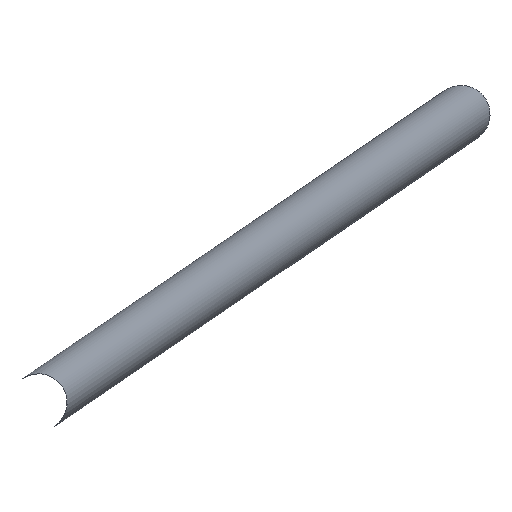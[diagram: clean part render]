
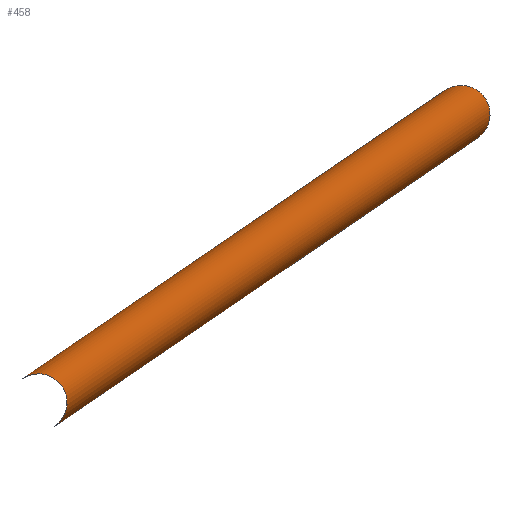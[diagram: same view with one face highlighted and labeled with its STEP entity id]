
A CAD part, front view. The second image highlights one B-rep face of the part: STEP entity #458.
In plain terms, the highlighted cylindrical face has radius 15 mm (diameter 30 mm), a partial arc.
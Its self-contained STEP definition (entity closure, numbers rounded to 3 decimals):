
#70=CARTESIAN_POINT('Vertex',(-2548.45,-209.978,1142.393)) ;
#72=CARTESIAN_POINT('Vertex',(-2531.55,-209.978,1117.607)) ;
#76=CARTESIAN_POINT('Control Point',(-2531.55,-209.978,1117.607)) ;
#77=CARTESIAN_POINT('Control Point',(-2530.519,-211.226,1118.309)) ;
#78=CARTESIAN_POINT('Control Point',(-2529.562,-212.473,1119.119)) ;
#79=CARTESIAN_POINT('Control Point',(-2528.685,-213.711,1120.031)) ;
#80=CARTESIAN_POINT('Control Point',(-2527.205,-216.006,1121.934)) ;
#81=CARTESIAN_POINT('Control Point',(-2526.098,-218.189,1124.185)) ;
#82=CARTESIAN_POINT('Control Point',(-2525.671,-219.178,1125.315)) ;
#83=CARTESIAN_POINT('Control Point',(-2525.144,-220.737,1127.31)) ;
#84=CARTESIAN_POINT('Control Point',(-2524.971,-222.107,1129.488)) ;
#85=CARTESIAN_POINT('Control Point',(-2524.964,-222.614,1130.378)) ;
#86=CARTESIAN_POINT('Control Point',(-2525.079,-223.467,1132.061)) ;
#87=CARTESIAN_POINT('Control Point',(-2525.452,-224.132,1133.788)) ;
#88=CARTESIAN_POINT('Control Point',(-2525.681,-224.391,1134.584)) ;
#89=CARTESIAN_POINT('Control Point',(-2526.265,-224.808,1136.18)) ;
#90=CARTESIAN_POINT('Control Point',(-2527.09,-224.99,1137.713)) ;
#91=CARTESIAN_POINT('Control Point',(-2527.566,-225.017,1138.46)) ;
#92=CARTESIAN_POINT('Control Point',(-2528.449,-224.953,1139.64)) ;
#93=CARTESIAN_POINT('Control Point',(-2529.453,-224.714,1140.689)) ;
#94=CARTESIAN_POINT('Control Point',(-2529.871,-224.592,1141.086)) ;
#95=CARTESIAN_POINT('Control Point',(-2531.01,-224.204,1142.067)) ;
#96=CARTESIAN_POINT('Control Point',(-2532.223,-223.656,1142.873)) ;
#97=CARTESIAN_POINT('Control Point',(-2532.993,-223.263,1143.305)) ;
#98=CARTESIAN_POINT('Control Point',(-2535.035,-222.117,1144.266)) ;
#99=CARTESIAN_POINT('Control Point',(-2537.091,-220.719,1144.8)) ;
#100=CARTESIAN_POINT('Control Point',(-2538.347,-219.786,1144.985)) ;
#101=CARTESIAN_POINT('Control Point',(-2540.694,-217.907,1145.092)) ;
#102=CARTESIAN_POINT('Control Point',(-2542.909,-215.897,1144.773)) ;
#103=CARTESIAN_POINT('Control Point',(-2543.933,-214.915,1144.531)) ;
#104=CARTESIAN_POINT('Control Point',(-2545.49,-213.34,1144.02)) ;
#105=CARTESIAN_POINT('Control Point',(-2546.942,-211.744,1143.316)) ;
#106=CARTESIAN_POINT('Control Point',(-2547.461,-211.156,1143.033)) ;
#107=CARTESIAN_POINT('Control Point',(-2547.963,-210.567,1142.725)) ;
#108=CARTESIAN_POINT('Control Point',(-2548.45,-209.978,1142.393)) ;
#328=CARTESIAN_POINT('Line Origine',(410455.221,-209.978,282735.806)) ;
#332=CARTESIAN_POINT('Vertex',(-2768.45,-209.978,992.393)) ;
#335=CARTESIAN_POINT('Line Origine',(410472.121,-209.978,282711.019)) ;
#339=CARTESIAN_POINT('Vertex',(-2751.55,-209.978,967.607)) ;
#398=CARTESIAN_POINT('Axis2P3D Location',(410573.671,-209.978,282798.412)) ;
#404=CARTESIAN_POINT('Control Point',(-2768.45,-209.978,992.393)) ;
#405=CARTESIAN_POINT('Control Point',(-2768.305,-210.153,992.492)) ;
#406=CARTESIAN_POINT('Control Point',(-2768.16,-210.328,992.588)) ;
#407=CARTESIAN_POINT('Control Point',(-2768.032,-210.479,992.669)) ;
#408=CARTESIAN_POINT('Control Point',(-2767.795,-210.758,992.817)) ;
#409=CARTESIAN_POINT('Control Point',(-2767.555,-211.036,992.959)) ;
#410=CARTESIAN_POINT('Control Point',(-2767.425,-211.187,993.035)) ;
#411=CARTESIAN_POINT('Control Point',(-2766.003,-212.808,993.829)) ;
#412=CARTESIAN_POINT('Control Point',(-2764.474,-214.41,994.429)) ;
#413=CARTESIAN_POINT('Control Point',(-2763.035,-215.81,994.803)) ;
#414=CARTESIAN_POINT('Control Point',(-2761.536,-217.159,995.)) ;
#415=CARTESIAN_POINT('Control Point',(-2760.,-218.428,995.)) ;
#416=CARTESIAN_POINT('Vertex',(-2760.,-218.428,995.)) ;
#420=CARTESIAN_POINT('Control Point',(-2751.55,-209.978,967.607)) ;
#421=CARTESIAN_POINT('Control Point',(-2751.439,-210.113,967.682)) ;
#422=CARTESIAN_POINT('Control Point',(-2751.328,-210.248,967.76)) ;
#423=CARTESIAN_POINT('Control Point',(-2751.197,-210.409,967.853)) ;
#424=CARTESIAN_POINT('Control Point',(-2750.915,-210.759,968.061)) ;
#425=CARTESIAN_POINT('Control Point',(-2750.639,-211.109,968.278)) ;
#426=CARTESIAN_POINT('Control Point',(-2750.513,-211.271,968.38)) ;
#427=CARTESIAN_POINT('Control Point',(-2750.167,-211.718,968.666)) ;
#428=CARTESIAN_POINT('Control Point',(-2749.831,-212.164,968.966)) ;
#429=CARTESIAN_POINT('Control Point',(-2749.601,-212.476,969.183)) ;
#430=CARTESIAN_POINT('Control Point',(-2748.359,-214.196,970.415)) ;
#431=CARTESIAN_POINT('Control Point',(-2747.28,-215.896,971.848)) ;
#432=CARTESIAN_POINT('Control Point',(-2746.523,-217.256,973.152)) ;
#433=CARTESIAN_POINT('Control Point',(-2745.428,-219.621,975.745)) ;
#434=CARTESIAN_POINT('Control Point',(-2744.959,-221.701,978.749)) ;
#435=CARTESIAN_POINT('Control Point',(-2744.895,-222.553,980.168)) ;
#436=CARTESIAN_POINT('Control Point',(-2745.08,-223.712,982.497)) ;
#437=CARTESIAN_POINT('Control Point',(-2745.769,-224.479,984.87)) ;
#438=CARTESIAN_POINT('Control Point',(-2746.092,-224.699,985.732)) ;
#439=CARTESIAN_POINT('Control Point',(-2746.849,-224.986,987.352)) ;
#440=CARTESIAN_POINT('Control Point',(-2747.845,-225.008,988.853)) ;
#441=CARTESIAN_POINT('Control Point',(-2748.372,-224.956,989.533)) ;
#442=CARTESIAN_POINT('Control Point',(-2749.633,-224.707,990.941)) ;
#443=CARTESIAN_POINT('Control Point',(-2751.045,-224.191,992.095)) ;
#444=CARTESIAN_POINT('Control Point',(-2751.851,-223.836,992.647)) ;
#445=CARTESIAN_POINT('Control Point',(-2753.987,-222.764,993.878)) ;
#446=CARTESIAN_POINT('Control Point',(-2756.159,-221.375,994.598)) ;
#447=CARTESIAN_POINT('Control Point',(-2757.478,-220.44,994.872)) ;
#448=CARTESIAN_POINT('Control Point',(-2758.76,-219.453,995.)) ;
#449=CARTESIAN_POINT('Control Point',(-2760.,-218.428,995.)) ;
#330=VECTOR('Line Direction',#329,1.) ;
#337=VECTOR('Line Direction',#336,1.) ;
#329=DIRECTION('Vector Direction',(-0.826,0.,-0.563)) ;
#336=DIRECTION('Vector Direction',(-0.826,0.,-0.563)) ;
#399=DIRECTION('Axis2P3D Direction',(-0.826,0.,-0.563)) ;
#400=DIRECTION('Axis2P3D XDirection',(0.563,0.,-0.826)) ;
#401=AXIS2_PLACEMENT_3D('Cylinder Axis2P3D',#398,#399,#400) ;
#331=LINE('Line',#328,#330) ;
#338=LINE('Line',#335,#337) ;
#402=CYLINDRICAL_SURFACE('generated cylinder',#401,15.) ;
#109=EDGE_CURVE('',#73,#71,#75,.T.) ;
#334=EDGE_CURVE('',#71,#333,#331,.T.) ;
#341=EDGE_CURVE('',#73,#340,#338,.T.) ;
#418=EDGE_CURVE('',#333,#417,#403,.T.) ;
#450=EDGE_CURVE('',#340,#417,#419,.T.) ;
#451=EDGE_LOOP('',(#452,#453,#454,#455,#456)) ;
#452=ORIENTED_EDGE('',*,*,#341,.F.) ;
#453=ORIENTED_EDGE('',*,*,#109,.T.) ;
#454=ORIENTED_EDGE('',*,*,#334,.T.) ;
#455=ORIENTED_EDGE('',*,*,#418,.T.) ;
#456=ORIENTED_EDGE('',*,*,#450,.F.) ;
#71=VERTEX_POINT('',#70) ;
#73=VERTEX_POINT('',#72) ;
#333=VERTEX_POINT('',#332) ;
#340=VERTEX_POINT('',#339) ;
#417=VERTEX_POINT('',#416) ;
#458=ADVANCED_FACE('Corps principal',(#457),#402,.T.) ;
#75=B_SPLINE_CURVE_WITH_KNOTS('',5,(#76,#77,#78,#79,#80,#81,#82,#83,#84,#85,#86,#87,#88,#89,#90,#91,#92,#93,#94,#95,#96,#97,#98,#99,#100,#101,#102,#103,#104,#105,#106,#107,#108),.UNSPECIFIED.,.F.,.U.,(6,3,3,3,3,3,3,3,3,3,6),(0.,12.473,23.453,30.665,36.763,42.983,47.142,53.936,64.993,75.143,81.033),.UNSPECIFIED.) ;
#403=B_SPLINE_CURVE_WITH_KNOTS('',5,(#404,#405,#406,#407,#408,#409,#410,#411,#412,#413,#414,#415),.UNSPECIFIED.,.F.,.U.,(6,3,3,6),(0.,1.753,3.505,18.073),.UNSPECIFIED.) ;
#419=B_SPLINE_CURVE_WITH_KNOTS('',5,(#420,#421,#422,#423,#424,#425,#426,#427,#428,#429,#430,#431,#432,#433,#434,#435,#436,#437,#438,#439,#440,#441,#442,#443,#444,#445,#446,#447,#448,#449),.UNSPECIFIED.,.F.,.U.,(6,3,3,3,3,3,3,3,3,6),(0.,1.349,2.698,5.825,19.982,31.308,37.812,43.788,51.098,62.857),.UNSPECIFIED.) ;
#457=FACE_OUTER_BOUND('',#451,.T.) ;
